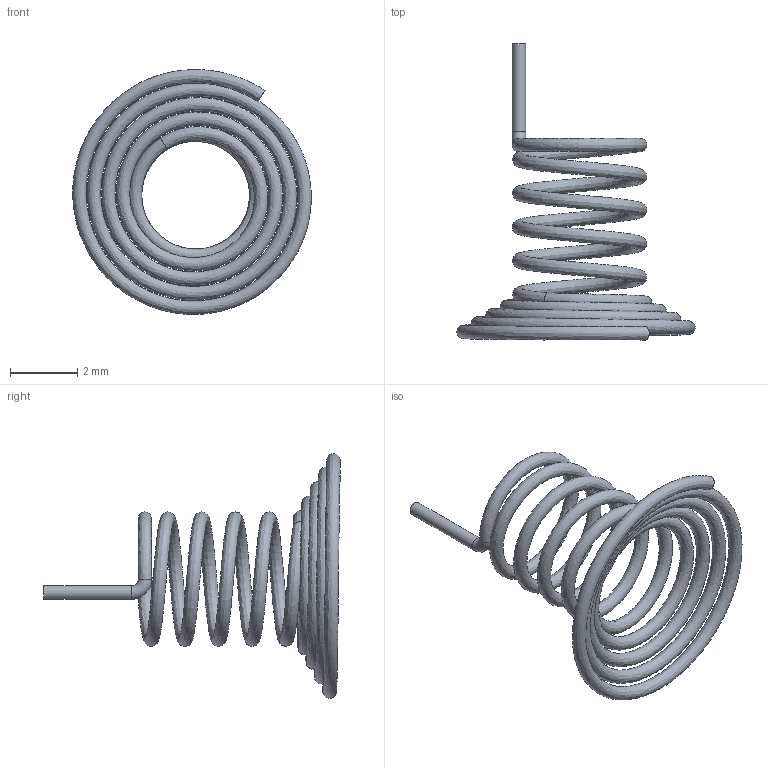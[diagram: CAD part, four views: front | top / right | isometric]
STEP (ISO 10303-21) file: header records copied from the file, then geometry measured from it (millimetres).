
FILE_DESCRIPTION(/* description */ (''),/* implementation_level */ '2;1');
FILE_NAME(/* name */ 'ZTEN.000000.003.stp',/* time_stamp */ '2022-10-11T00:24:42+03:00',/* author */ ('СЕМЕН'),/* organization */ (''),/* preprocessor_version */ 'ST-DEVELOPER v18.1',/* originating_system */ 'Autodesk Inventor 2021',/* authorisation */ '');
FILE_SCHEMA (('AUTOMOTIVE_DESIGN { 1 0 10303 214 3 1 1 }'));
Length unit declared in the file: millimetre
Products named in the file (1): ZTEN.000000.003
Bounding box: 7.08 x 8.8 x 7.27 mm (x, y, z)
Volume: 16.6 mm3; surface area: 166.8 mm2
Topology: 1 solids, 1 shells, 6 faces, 15 edges, 11 vertices
Faces by surface type: bspline 2, plane 2, cylinder 1, torus 1
Full cylindrical faces by diameter (mm): 0.4 x1
Entity records: 1614 total; most frequent: CARTESIAN_POINT 1433, ORIENTED_EDGE 30, DIRECTION 27, EDGE_CURVE 15, AXIS2_PLACEMENT_3D 13, VERTEX_POINT 11, CIRCLE 8, FACE_OUTER_BOUND 6
